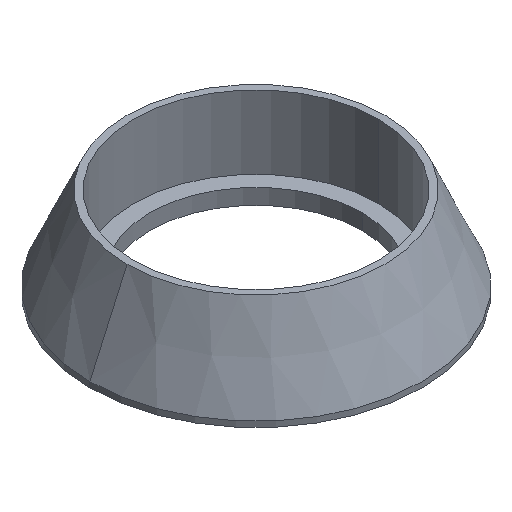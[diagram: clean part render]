
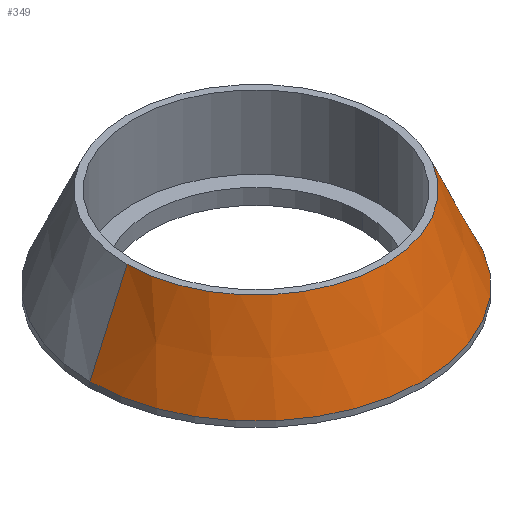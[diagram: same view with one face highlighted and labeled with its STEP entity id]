
A CAD part, isometric view. The second image highlights one B-rep face of the part: STEP entity #349.
In plain terms, the highlighted conical face has half-angle 24.069 degrees and reference radius 15 mm.
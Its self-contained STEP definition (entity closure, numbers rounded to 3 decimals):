
#3 = EDGE_CURVE ( 'NONE', #112, #103, #377, .T. ) ;
#7 = EDGE_CURVE ( 'NONE', #70, #133, #175, .T. ) ;
#14 = LINE ( 'NONE', #57, #281 ) ;
#21 = ORIENTED_EDGE ( 'NONE', *, *, #211, .F. ) ;
#22 = DIRECTION ( 'NONE',  ( 0., 0., -1. ) ) ;
#31 = CONICAL_SURFACE ( 'NONE', #100, 15., 0.42 ) ;
#57 = CARTESIAN_POINT ( 'NONE',  ( 15., 0., 0.5 ) ) ;
#62 = DIRECTION ( 'NONE',  ( -1., 0., 0. ) ) ;
#70 = VERTEX_POINT ( 'NONE', #138 ) ;
#74 = CARTESIAN_POINT ( 'NONE',  ( -11.65, 0., 8. ) ) ;
#81 = DIRECTION ( 'NONE',  ( -0.408, 0., -0.913 ) ) ;
#88 = EDGE_CURVE ( 'NONE', #133, #103, #127, .T. ) ;
#91 = DIRECTION ( 'NONE',  ( 0.408, 0., -0.913 ) ) ;
#92 = CARTESIAN_POINT ( 'NONE',  ( -15., 0., 0.5 ) ) ;
#100 = AXIS2_PLACEMENT_3D ( 'NONE', #351, #22, #62 ) ;
#103 = VERTEX_POINT ( 'NONE', #316 ) ;
#112 = VERTEX_POINT ( 'NONE', #136 ) ;
#127 = LINE ( 'NONE', #92, #370 ) ;
#133 = VERTEX_POINT ( 'NONE', #74 ) ;
#136 = CARTESIAN_POINT ( 'NONE',  ( 15., 0., 0.5 ) ) ;
#138 = CARTESIAN_POINT ( 'NONE',  ( 11.65, 0., 8. ) ) ;
#168 = ORIENTED_EDGE ( 'NONE', *, *, #7, .T. ) ;
#175 = CIRCLE ( 'NONE', #279, 11.65 ) ;
#198 = EDGE_LOOP ( 'NONE', ( #21, #168, #248, #204 ) ) ;
#204 = ORIENTED_EDGE ( 'NONE', *, *, #3, .F. ) ;
#207 = DIRECTION ( 'NONE',  ( 0., 0., -1. ) ) ;
#211 = EDGE_CURVE ( 'NONE', #70, #112, #14, .T. ) ;
#240 = DIRECTION ( 'NONE',  ( -1., 0., 0. ) ) ;
#248 = ORIENTED_EDGE ( 'NONE', *, *, #88, .T. ) ;
#249 = CARTESIAN_POINT ( 'NONE',  ( 0., 0., 0.5 ) ) ;
#273 = FACE_OUTER_BOUND ( 'NONE', #198, .T. ) ;
#279 = AXIS2_PLACEMENT_3D ( 'NONE', #362, #207, #240 ) ;
#281 = VECTOR ( 'NONE', #91, 1000. ) ;
#285 = DIRECTION ( 'NONE',  ( 0., 0., -1. ) ) ;
#316 = CARTESIAN_POINT ( 'NONE',  ( -15., 0., 0.5 ) ) ;
#325 = DIRECTION ( 'NONE',  ( -1., 0., 0. ) ) ;
#349 = ADVANCED_FACE ( 'NONE', ( #273 ), #31, .T. ) ;
#351 = CARTESIAN_POINT ( 'NONE',  ( 0., 0., 0.5 ) ) ;
#352 = AXIS2_PLACEMENT_3D ( 'NONE', #249, #285, #325 ) ;
#362 = CARTESIAN_POINT ( 'NONE',  ( 0., 0., 8. ) ) ;
#370 = VECTOR ( 'NONE', #81, 1000. ) ;
#377 = CIRCLE ( 'NONE', #352, 15. ) ;
